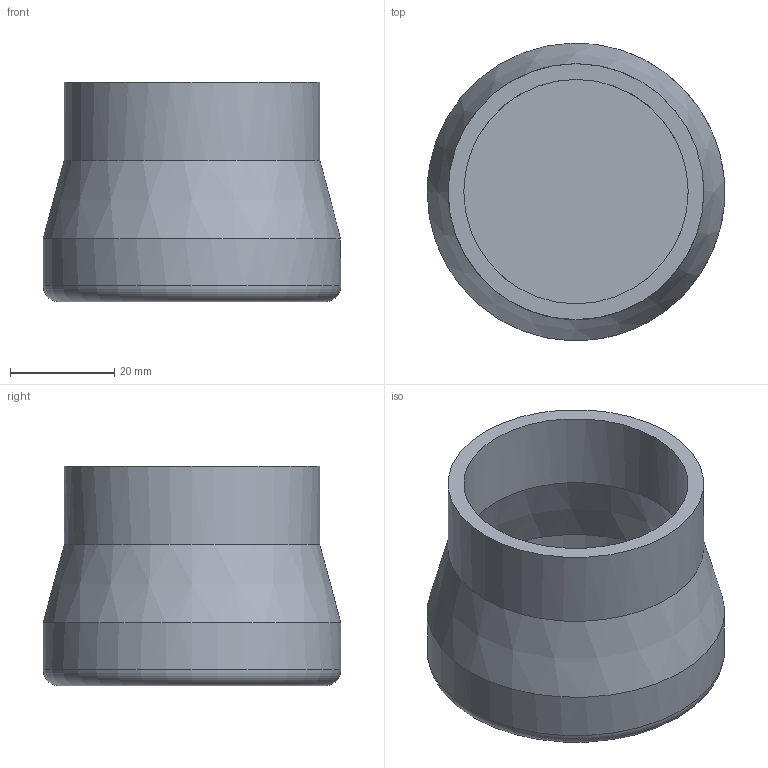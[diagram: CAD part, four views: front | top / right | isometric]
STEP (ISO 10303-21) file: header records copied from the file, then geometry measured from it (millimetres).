
FILE_DESCRIPTION(('STEP AP214'), '1');
FILE_NAME('栺魛鳧', '', ('UNSPECIFIED'), ('UNSPECIFIED'), 'ASCON STEP Converter 1.6', 'ASCON Math Kernel', '');
FILE_SCHEMA(('AUTOMOTIVE_DESIGN { 1 0 10303 214 3 1 1}'));
Length unit declared in the file: millimetre
Products named in the file (1): 栺魛鳧
Bounding box: 57 x 57 x 42 mm (x, y, z)
Volume: 23426.8 mm3; surface area: 17757.1 mm2
Topology: 1 solids, 1 shells, 10 faces, 17 edges, 10 vertices
Faces by surface type: cylinder 4, plane 3, cone 2, torus 1
Full cylindrical faces by diameter (mm): 43 x1, 49 x1, 51 x1, 57 x1
Entity records: 732 total; most frequent: CARTESIAN_POINT 447, DIRECTION 34, ORIENTED_EDGE 20, EDGE_LOOP 18, AXIS2_PLACEMENT_3D 17, FACE_OUTER_BOUND 12, COLOUR_RGB 11, FILL_AREA_STYLE_COLOUR 11
